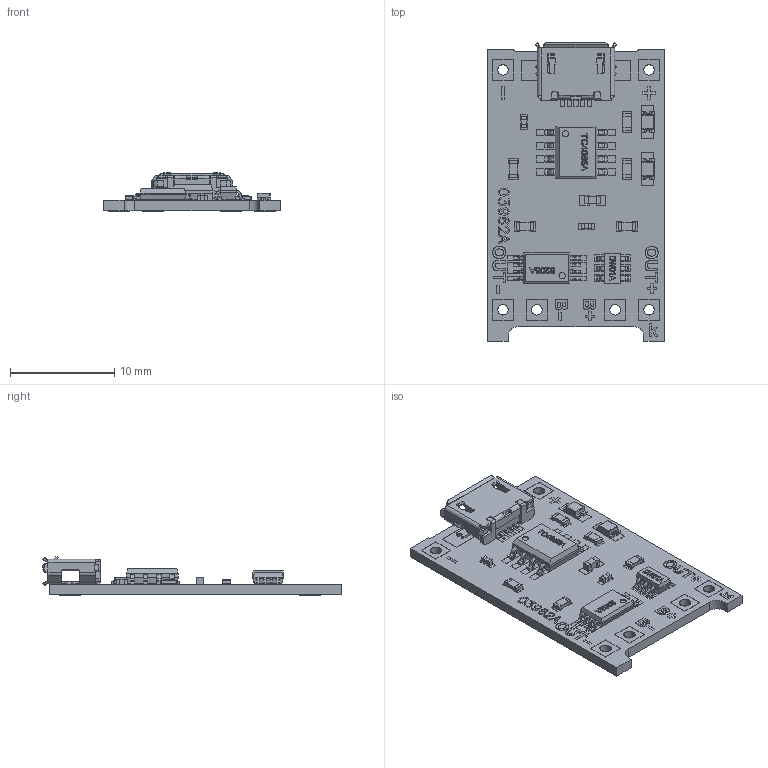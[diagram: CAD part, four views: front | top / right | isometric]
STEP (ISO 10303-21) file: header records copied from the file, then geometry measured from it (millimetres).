
FILE_DESCRIPTION(('CATIA V5 STEP Exchange'),'2;1');
FILE_NAME('Charger module_TC4056A_5V1A_USB Micro.stp','2021-03-29T15:28:21+00:00',('none'),('none'),'CATIA Version 5 Release 19 SP 9 (IN-10)','CATIA V5 STEP AP214','none');
FILE_SCHEMA(('AUTOMOTIVE_DESIGN { 1 0 10303 214 1 1 1 1 }'));
Products named in the file (1): Charger module_TC4056A_5V1A_USB Micro
Bounding box: 17 x 28.59 x 3.68 mm (x, y, z)
Volume: 544.8 mm3; surface area: 1751.9 mm2
Topology: 142 solids, 142 shells, 5419 faces, 15213 edges, 10102 vertices
Faces by surface type: plane 5053, cylinder 332, bspline 20, sphere 8, cone 6
Entity records: 190012 total; most frequent: CARTESIAN_POINT 32967, ORIENTED_EDGE 30410, DIRECTION 24299, EDGE_CURVE 15205, VECTOR 14317, LINE 14317, VERTEX_POINT 10102, EDGE_LOOP 5529
